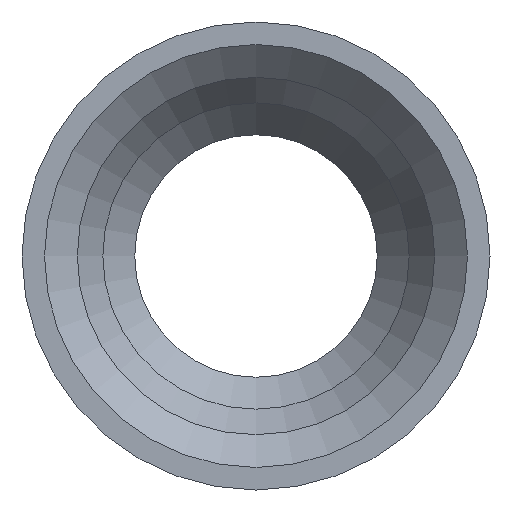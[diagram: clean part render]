
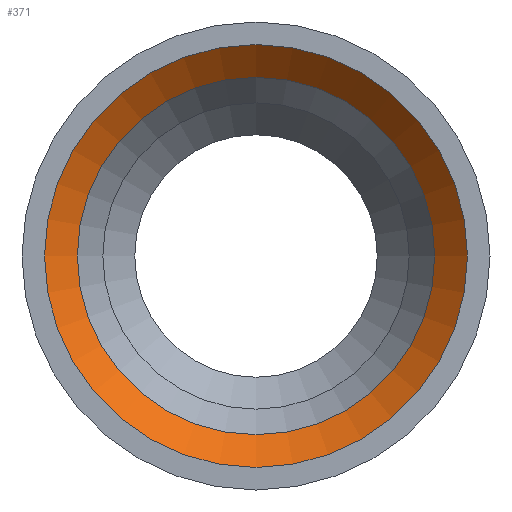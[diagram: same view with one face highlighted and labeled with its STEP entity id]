
A CAD part, left-side view. The second image highlights one B-rep face of the part: STEP entity #371.
In plain terms, the highlighted conical face has half-angle 46.771 degrees and reference radius 49.7 mm.
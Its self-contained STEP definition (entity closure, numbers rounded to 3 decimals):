
#21 = DIRECTION ( 'NONE',  ( 0., 1., 0. ) ) ;
#38 = DIRECTION ( 'NONE',  ( -1., 0., 0. ) ) ;
#47 = DIRECTION ( 'NONE',  ( 0., 0., 1. ) ) ;
#72 = CIRCLE ( 'NONE', #391, 49.7 ) ;
#98 = EDGE_CURVE ( 'NONE', #118, #118, #72, .T. ) ;
#116 = CIRCLE ( 'NONE', #368, 42. ) ;
#118 = VERTEX_POINT ( 'NONE', #132 ) ;
#123 = DIRECTION ( 'NONE',  ( 1., 0., 0. ) ) ;
#132 = CARTESIAN_POINT ( 'NONE',  ( 11., 49.7, 0. ) ) ;
#188 = VERTEX_POINT ( 'NONE', #362 ) ;
#192 = CARTESIAN_POINT ( 'NONE',  ( 11., 0., 0. ) ) ;
#194 = CONICAL_SURFACE ( 'NONE', #258, 49.7, 0.816 ) ;
#210 = ORIENTED_EDGE ( 'NONE', *, *, #275, .T. ) ;
#242 = FACE_BOUND ( 'NONE', #316, .T. ) ;
#245 = FACE_OUTER_BOUND ( 'NONE', #279, .T. ) ;
#248 = CARTESIAN_POINT ( 'NONE',  ( 11., 0., 0. ) ) ;
#258 = AXIS2_PLACEMENT_3D ( 'NONE', #248, #38, #47 ) ;
#275 = EDGE_CURVE ( 'NONE', #188, #188, #116, .T. ) ;
#278 = CARTESIAN_POINT ( 'NONE',  ( 18.238, 0., 0. ) ) ;
#279 = EDGE_LOOP ( 'NONE', ( #288 ) ) ;
#288 = ORIENTED_EDGE ( 'NONE', *, *, #98, .F. ) ;
#316 = EDGE_LOOP ( 'NONE', ( #210 ) ) ;
#362 = CARTESIAN_POINT ( 'NONE',  ( 18.238, 42., 0. ) ) ;
#368 = AXIS2_PLACEMENT_3D ( 'NONE', #278, #408, #21 ) ;
#371 = ADVANCED_FACE ( 'NONE', ( #242, #245 ), #194, .F. ) ;
#376 = DIRECTION ( 'NONE',  ( 0., 1., 0. ) ) ;
#391 = AXIS2_PLACEMENT_3D ( 'NONE', #192, #123, #376 ) ;
#408 = DIRECTION ( 'NONE',  ( 1., 0., 0. ) ) ;
